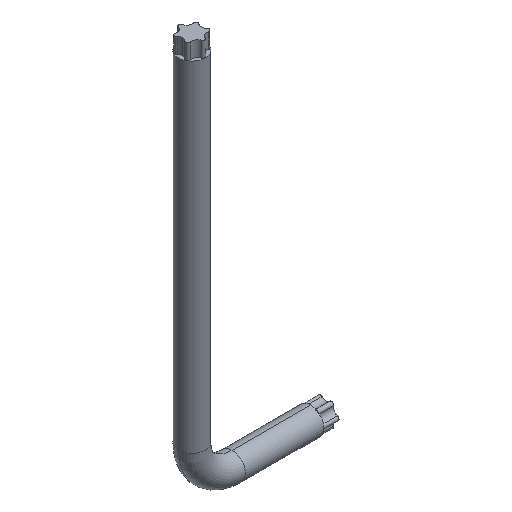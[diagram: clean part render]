
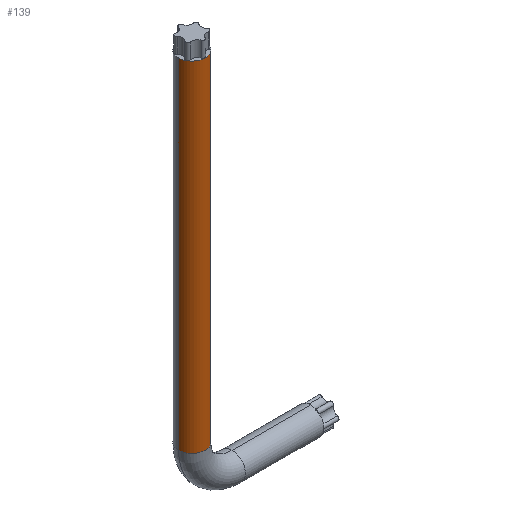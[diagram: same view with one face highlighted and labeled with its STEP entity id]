
A CAD part, isometric view. The second image highlights one B-rep face of the part: STEP entity #139.
In plain terms, the highlighted cylindrical face has radius 2 mm (diameter 4 mm), a partial arc.
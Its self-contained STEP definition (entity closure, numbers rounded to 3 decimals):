
#53=CYLINDRICAL_SURFACE('',#665,2.);
#81=LINE('',#1016,#109);
#82=LINE('',#1020,#110);
#109=VECTOR('',#814,1.);
#110=VECTOR('',#817,1.);
#139=ADVANCED_FACE('',(#176),#53,.T.);
#176=FACE_OUTER_BOUND('',#210,.T.);
#210=EDGE_LOOP('',(#305,#306,#307,#308));
#305=ORIENTED_EDGE('',*,*,#497,.T.);
#306=ORIENTED_EDGE('',*,*,#498,.F.);
#307=ORIENTED_EDGE('',*,*,#499,.F.);
#308=ORIENTED_EDGE('',*,*,#496,.T.);
#427=VERTEX_POINT('',#1012);
#428=VERTEX_POINT('',#1013);
#429=VERTEX_POINT('',#1017);
#430=VERTEX_POINT('',#1019);
#496=EDGE_CURVE('',#428,#427,#570,.T.);
#497=EDGE_CURVE('',#427,#429,#81,.T.);
#498=EDGE_CURVE('',#430,#429,#571,.T.);
#499=EDGE_CURVE('',#428,#430,#82,.T.);
#570=CIRCLE('',#662,2.);
#571=CIRCLE('',#664,2.);
#662=AXIS2_PLACEMENT_3D('',#1014,#810,#811);
#664=AXIS2_PLACEMENT_3D('',#1018,#815,#816);
#665=AXIS2_PLACEMENT_3D('',#1021,#818,#819);
#810=DIRECTION('',(0.,0.,-1.));
#811=DIRECTION('',(1.,0.,0.));
#814=DIRECTION('',(0.,0.,-1.));
#815=DIRECTION('',(0.,0.,-1.));
#816=DIRECTION('',(1.,0.,0.));
#817=DIRECTION('',(0.,0.,-1.));
#818=DIRECTION('',(0.,0.,-1.));
#819=DIRECTION('',(-1.,0.,0.));
#1012=CARTESIAN_POINT('',(-2.,0.,-2.3));
#1013=CARTESIAN_POINT('',(2.,0.,-2.3));
#1014=CARTESIAN_POINT('',(0.,0.,-2.3));
#1016=CARTESIAN_POINT('',(-2.,0.,-2.3));
#1017=CARTESIAN_POINT('',(-2.,0.,-53.));
#1018=CARTESIAN_POINT('',(0.,0.,-53.));
#1019=CARTESIAN_POINT('',(2.,0.,-53.));
#1020=CARTESIAN_POINT('',(2.,0.,-2.3));
#1021=CARTESIAN_POINT('',(0.,0.,0.));
